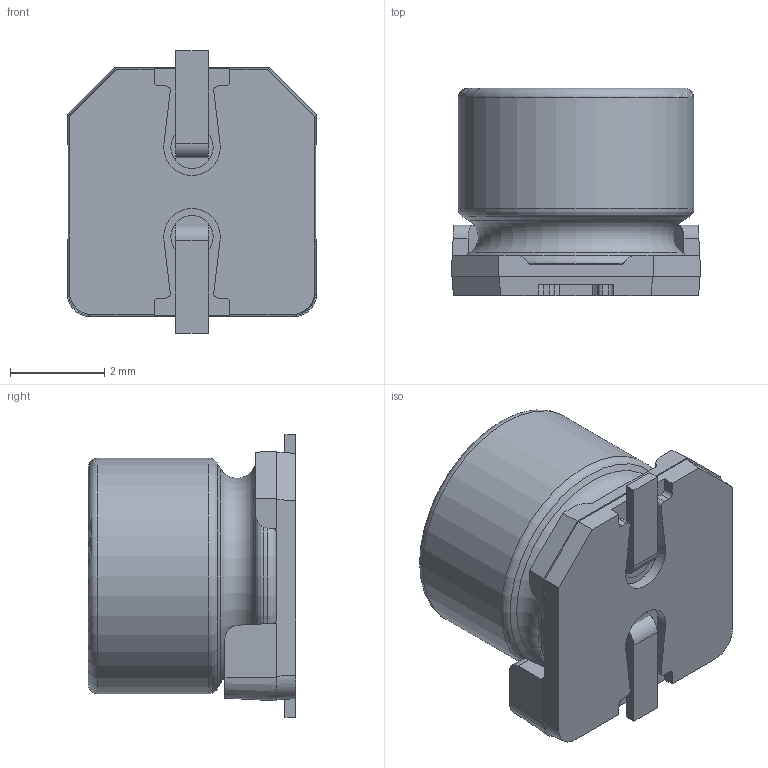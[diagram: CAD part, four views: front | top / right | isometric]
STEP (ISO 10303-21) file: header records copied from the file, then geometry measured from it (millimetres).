
FILE_DESCRIPTION (( 'STEP AP214' ), '1' );
FILE_NAME ('B45.STEP', '2019-07-09T23:56:38', ( '全社標準PC（ver1803）' ), ( 'パナソニック株式会社' ), 'SwSTEP 2.0', 'SolidWorks 2019', '' );
FILE_SCHEMA (( 'AUTOMOTIVE_DESIGN' ));
Length unit declared in the file: millimetre
Products named in the file (1): B45
Bounding box: 5.3 x 4.4 x 6 mm (x, y, z)
Surface area: 173.2 mm2 (no closed solid volume)
Topology: 0 solids, 6 shells, 101 faces, 292 edges, 198 vertices
Faces by surface type: plane 58, cylinder 32, cone 6, torus 5
Full cylindrical faces by diameter (mm): 4.95 x1, 5 x1
Entity records: 4504 total; most frequent: CARTESIAN_POINT 810, ORIENTED_EDGE 537, DIRECTION 501, EDGE_CURVE 282, VERTEX_POINT 197, LINE 183, VECTOR 183, AXIS2_PLACEMENT_3D 159
